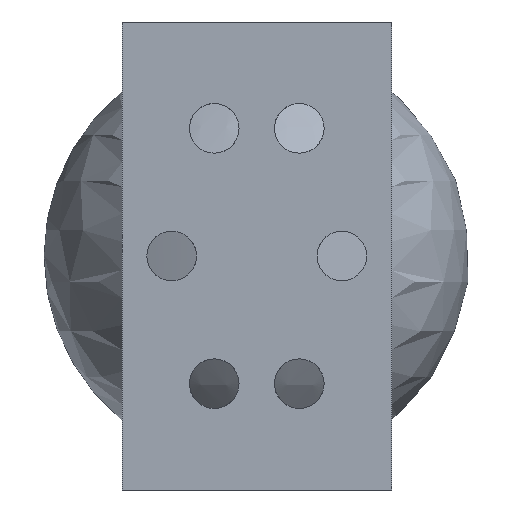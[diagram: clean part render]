
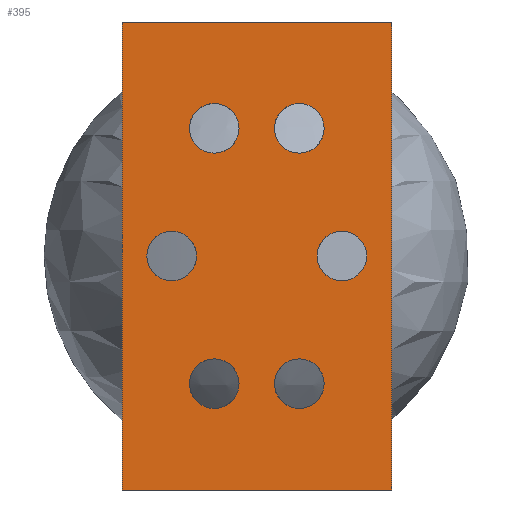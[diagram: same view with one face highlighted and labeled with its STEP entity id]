
A CAD part, front view. The second image highlights one B-rep face of the part: STEP entity #395.
In plain terms, the highlighted planar face has unit normal (0, -1, 0).
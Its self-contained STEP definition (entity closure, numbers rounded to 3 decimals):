
#22=FACE_BOUND('',#124,.T.);
#23=FACE_BOUND('',#125,.T.);
#24=FACE_BOUND('',#126,.T.);
#25=FACE_BOUND('',#127,.T.);
#26=FACE_BOUND('',#128,.T.);
#27=FACE_BOUND('',#129,.T.);
#40=LINE('',#688,#60);
#50=LINE('',#1073,#70);
#51=LINE('',#1075,#71);
#52=LINE('',#1076,#72);
#60=VECTOR('',#471,10.);
#70=VECTOR('',#541,10.);
#71=VECTOR('',#542,10.);
#72=VECTOR('',#543,10.);
#78=PLANE('',#452);
#100=FACE_OUTER_BOUND('',#123,.T.);
#123=EDGE_LOOP('',(#343,#344,#345,#346));
#124=EDGE_LOOP('',(#347,#348));
#125=EDGE_LOOP('',(#349,#350));
#126=EDGE_LOOP('',(#351,#352));
#127=EDGE_LOOP('',(#353,#354));
#128=EDGE_LOOP('',(#355,#356));
#129=EDGE_LOOP('',(#357,#358));
#138=CIRCLE('',#434,1.75);
#139=CIRCLE('',#435,1.75);
#140=CIRCLE('',#437,1.75);
#141=CIRCLE('',#438,1.75);
#142=CIRCLE('',#440,1.75);
#143=CIRCLE('',#441,1.75);
#144=CIRCLE('',#443,1.75);
#145=CIRCLE('',#444,1.75);
#146=CIRCLE('',#446,1.75);
#147=CIRCLE('',#447,1.75);
#148=CIRCLE('',#449,1.75);
#149=CIRCLE('',#450,1.75);
#177=VERTEX_POINT('',#685);
#178=VERTEX_POINT('',#687);
#195=VERTEX_POINT('',#1032);
#196=VERTEX_POINT('',#1033);
#197=VERTEX_POINT('',#1038);
#198=VERTEX_POINT('',#1039);
#199=VERTEX_POINT('',#1044);
#200=VERTEX_POINT('',#1045);
#201=VERTEX_POINT('',#1050);
#202=VERTEX_POINT('',#1051);
#203=VERTEX_POINT('',#1056);
#204=VERTEX_POINT('',#1057);
#205=VERTEX_POINT('',#1062);
#206=VERTEX_POINT('',#1063);
#208=VERTEX_POINT('',#1072);
#209=VERTEX_POINT('',#1074);
#221=EDGE_CURVE('',#177,#178,#40,.T.);
#240=EDGE_CURVE('',#195,#196,#138,.T.);
#241=EDGE_CURVE('',#196,#195,#139,.T.);
#243=EDGE_CURVE('',#197,#198,#140,.T.);
#244=EDGE_CURVE('',#198,#197,#141,.T.);
#246=EDGE_CURVE('',#199,#200,#142,.T.);
#247=EDGE_CURVE('',#200,#199,#143,.T.);
#249=EDGE_CURVE('',#201,#202,#144,.T.);
#250=EDGE_CURVE('',#202,#201,#145,.T.);
#252=EDGE_CURVE('',#203,#204,#146,.T.);
#253=EDGE_CURVE('',#204,#203,#147,.T.);
#255=EDGE_CURVE('',#205,#206,#148,.T.);
#256=EDGE_CURVE('',#206,#205,#149,.T.);
#260=EDGE_CURVE('',#208,#177,#50,.T.);
#261=EDGE_CURVE('',#209,#208,#51,.T.);
#262=EDGE_CURVE('',#178,#209,#52,.T.);
#343=ORIENTED_EDGE('',*,*,#260,.F.);
#344=ORIENTED_EDGE('',*,*,#261,.F.);
#345=ORIENTED_EDGE('',*,*,#262,.F.);
#346=ORIENTED_EDGE('',*,*,#221,.F.);
#347=ORIENTED_EDGE('',*,*,#240,.T.);
#348=ORIENTED_EDGE('',*,*,#241,.T.);
#349=ORIENTED_EDGE('',*,*,#243,.T.);
#350=ORIENTED_EDGE('',*,*,#244,.T.);
#351=ORIENTED_EDGE('',*,*,#246,.T.);
#352=ORIENTED_EDGE('',*,*,#247,.T.);
#353=ORIENTED_EDGE('',*,*,#249,.T.);
#354=ORIENTED_EDGE('',*,*,#250,.T.);
#355=ORIENTED_EDGE('',*,*,#252,.T.);
#356=ORIENTED_EDGE('',*,*,#253,.T.);
#357=ORIENTED_EDGE('',*,*,#255,.T.);
#358=ORIENTED_EDGE('',*,*,#256,.T.);
#395=ADVANCED_FACE('',(#100,#22,#23,#24,#25,#26,#27),#78,.F.);
#434=AXIS2_PLACEMENT_3D('',#1034,#495,#496);
#435=AXIS2_PLACEMENT_3D('',#1035,#497,#498);
#437=AXIS2_PLACEMENT_3D('',#1040,#502,#503);
#438=AXIS2_PLACEMENT_3D('',#1041,#504,#505);
#440=AXIS2_PLACEMENT_3D('',#1046,#509,#510);
#441=AXIS2_PLACEMENT_3D('',#1047,#511,#512);
#443=AXIS2_PLACEMENT_3D('',#1052,#516,#517);
#444=AXIS2_PLACEMENT_3D('',#1053,#518,#519);
#446=AXIS2_PLACEMENT_3D('',#1058,#523,#524);
#447=AXIS2_PLACEMENT_3D('',#1059,#525,#526);
#449=AXIS2_PLACEMENT_3D('',#1064,#530,#531);
#450=AXIS2_PLACEMENT_3D('',#1065,#532,#533);
#452=AXIS2_PLACEMENT_3D('',#1071,#539,#540);
#471=DIRECTION('',(0.,0.,-1.));
#495=DIRECTION('center_axis',(0.,1.,0.));
#496=DIRECTION('ref_axis',(-1.,0.,0.));
#497=DIRECTION('center_axis',(0.,1.,0.));
#498=DIRECTION('ref_axis',(-1.,0.,0.));
#502=DIRECTION('center_axis',(0.,1.,0.));
#503=DIRECTION('ref_axis',(-1.,0.,0.));
#504=DIRECTION('center_axis',(0.,1.,0.));
#505=DIRECTION('ref_axis',(-1.,0.,0.));
#509=DIRECTION('center_axis',(0.,1.,0.));
#510=DIRECTION('ref_axis',(-1.,0.,0.));
#511=DIRECTION('center_axis',(0.,1.,0.));
#512=DIRECTION('ref_axis',(-1.,0.,0.));
#516=DIRECTION('center_axis',(0.,1.,0.));
#517=DIRECTION('ref_axis',(-1.,0.,0.));
#518=DIRECTION('center_axis',(0.,1.,0.));
#519=DIRECTION('ref_axis',(-1.,0.,0.));
#523=DIRECTION('center_axis',(0.,1.,0.));
#524=DIRECTION('ref_axis',(-1.,0.,0.));
#525=DIRECTION('center_axis',(0.,1.,0.));
#526=DIRECTION('ref_axis',(-1.,0.,0.));
#530=DIRECTION('center_axis',(0.,1.,0.));
#531=DIRECTION('ref_axis',(-1.,0.,0.));
#532=DIRECTION('center_axis',(0.,1.,0.));
#533=DIRECTION('ref_axis',(-1.,0.,0.));
#539=DIRECTION('center_axis',(0.,1.,0.));
#540=DIRECTION('ref_axis',(0.,0.,1.));
#541=DIRECTION('',(1.,0.,0.));
#542=DIRECTION('',(0.,0.,1.));
#543=DIRECTION('',(-1.,0.,0.));
#685=CARTESIAN_POINT('',(19.,0.,0.));
#687=CARTESIAN_POINT('',(19.,0.,-33.));
#688=CARTESIAN_POINT('',(19.,0.,0.));
#1032=CARTESIAN_POINT('',(1.75,0.,-16.5));
#1033=CARTESIAN_POINT('',(5.25,0.,-16.5));
#1034=CARTESIAN_POINT('Origin',(3.5,0.,-16.5));
#1035=CARTESIAN_POINT('Origin',(3.5,0.,-16.5));
#1038=CARTESIAN_POINT('',(10.75,0.,-25.5));
#1039=CARTESIAN_POINT('',(14.25,0.,-25.5));
#1040=CARTESIAN_POINT('Origin',(12.5,0.,-25.5));
#1041=CARTESIAN_POINT('Origin',(12.5,0.,-25.5));
#1044=CARTESIAN_POINT('',(4.75,0.,-7.5));
#1045=CARTESIAN_POINT('',(8.25,0.,-7.5));
#1046=CARTESIAN_POINT('Origin',(6.5,0.,-7.5));
#1047=CARTESIAN_POINT('Origin',(6.5,0.,-7.5));
#1050=CARTESIAN_POINT('',(13.75,0.,-16.5));
#1051=CARTESIAN_POINT('',(17.25,0.,-16.5));
#1052=CARTESIAN_POINT('Origin',(15.5,0.,-16.5));
#1053=CARTESIAN_POINT('Origin',(15.5,0.,-16.5));
#1056=CARTESIAN_POINT('',(4.75,0.,-25.5));
#1057=CARTESIAN_POINT('',(8.25,0.,-25.5));
#1058=CARTESIAN_POINT('Origin',(6.5,0.,-25.5));
#1059=CARTESIAN_POINT('Origin',(6.5,0.,-25.5));
#1062=CARTESIAN_POINT('',(10.75,0.,-7.5));
#1063=CARTESIAN_POINT('',(14.25,0.,-7.5));
#1064=CARTESIAN_POINT('Origin',(12.5,0.,-7.5));
#1065=CARTESIAN_POINT('Origin',(12.5,0.,-7.5));
#1071=CARTESIAN_POINT('Origin',(9.5,0.,-16.5));
#1072=CARTESIAN_POINT('',(0.,0.,0.));
#1073=CARTESIAN_POINT('',(0.,0.,0.));
#1074=CARTESIAN_POINT('',(0.,0.,-33.));
#1075=CARTESIAN_POINT('',(0.,0.,-33.));
#1076=CARTESIAN_POINT('',(19.,0.,-33.));
